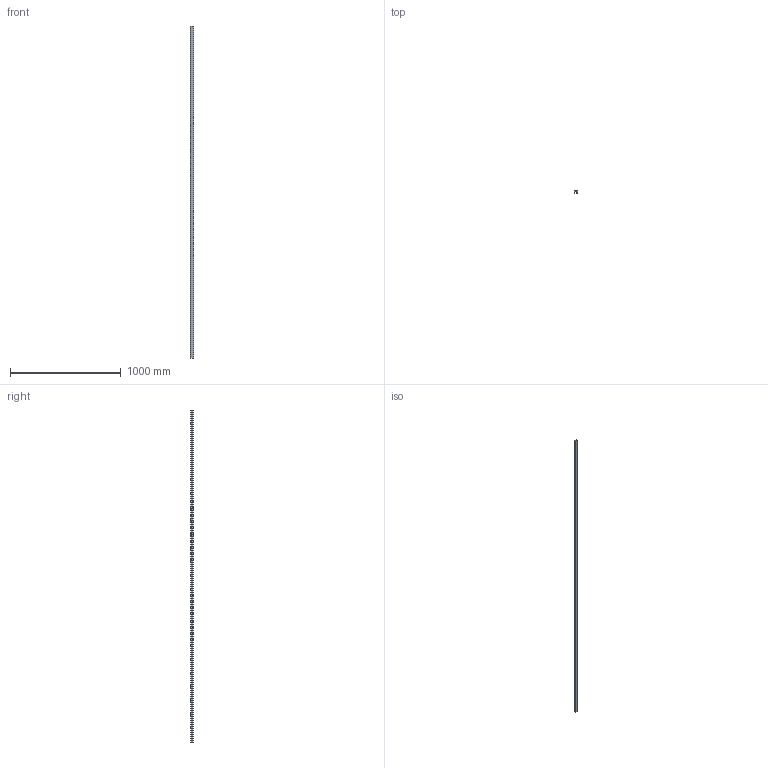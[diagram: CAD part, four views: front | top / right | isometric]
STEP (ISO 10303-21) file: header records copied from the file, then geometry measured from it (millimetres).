
FILE_DESCRIPTION (( 'STEP AP203' ), '1' );
FILE_NAME ('69903.step', '2022-06-23T11:39:59', ( '' ), ( '' ), 'SwSTEP 2.0', 'SolidWorks 2018', '' );
FILE_SCHEMA (( 'CONFIG_CONTROL_DESIGN' ));
Length unit declared in the file: millimetre
Products named in the file (1): 69903
Bounding box: 30 x 20 x 3000 mm (x, y, z)
Volume: 523623.4 mm3; surface area: 526380.9 mm2
Topology: 1 solids, 1 shells, 337 faces, 942 edges, 628 vertices
Faces by surface type: plane 211, bspline 118, cylinder 8
Entity records: 16405 total; most frequent: CARTESIAN_POINT 8354, ORIENTED_EDGE 1884, DIRECTION 1162, EDGE_CURVE 942, VECTOR 690, LINE 690, VERTEX_POINT 628, EDGE_LOOP 406
